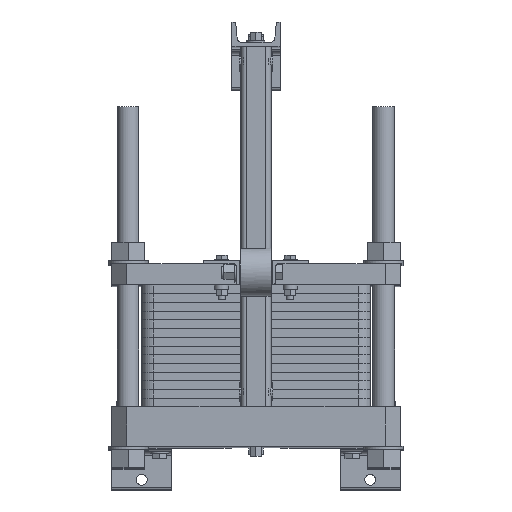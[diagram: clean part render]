
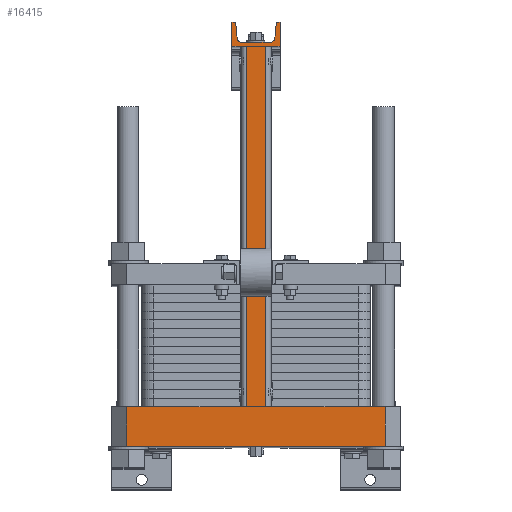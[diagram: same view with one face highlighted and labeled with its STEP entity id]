
A CAD part, top view. The second image highlights one B-rep face of the part: STEP entity #16415.
In plain terms, the highlighted planar face has unit normal (0, 0, 1).
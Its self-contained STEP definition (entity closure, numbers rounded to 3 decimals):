
#2092=FACE_OUTER_BOUND('',#2983,.T.);
#2983=EDGE_LOOP('',(#12207,#12208,#12209,#12210,#12211,#12212,#12213,#12214,
#12215,#12216,#12217,#12218,#12219,#12220,#12221,#12222,#12223,#12224,#12225,
#12226));
#4054=LINE('',#24140,#5832);
#4058=LINE('',#24147,#5836);
#4065=LINE('',#24171,#5843);
#4069=LINE('',#24183,#5847);
#4073=LINE('',#24195,#5851);
#4077=LINE('',#24215,#5855);
#4081=LINE('',#24227,#5859);
#4106=LINE('',#24293,#5884);
#4119=LINE('',#24325,#5897);
#4200=LINE('',#24668,#5978);
#4201=LINE('',#24688,#5979);
#4202=LINE('',#24690,#5980);
#4203=LINE('',#24692,#5981);
#4204=LINE('',#24694,#5982);
#4205=LINE('',#24696,#5983);
#4206=LINE('',#24697,#5984);
#5832=VECTOR('',#18965,10.);
#5836=VECTOR('',#18969,10.);
#5843=VECTOR('',#18986,10.);
#5847=VECTOR('',#18998,10.);
#5851=VECTOR('',#19010,10.);
#5855=VECTOR('',#19030,10.);
#5859=VECTOR('',#19042,10.);
#5884=VECTOR('',#19103,10.);
#5897=VECTOR('',#19140,10.);
#5978=VECTOR('',#19409,10.);
#5979=VECTOR('',#19414,1.);
#5980=VECTOR('',#19415,10.);
#5981=VECTOR('',#19416,10.);
#5982=VECTOR('',#19417,10.);
#5983=VECTOR('',#19418,10.);
#5984=VECTOR('',#19419,10.);
#7612=CIRCLE('',#17224,4.);
#7614=CIRCLE('',#17228,8.);
#7620=CIRCLE('',#17236,8.);
#7622=CIRCLE('',#17240,4.);
#8449=VERTEX_POINT('',#24124);
#8456=VERTEX_POINT('',#24137);
#8457=VERTEX_POINT('',#24139);
#8460=VERTEX_POINT('',#24145);
#8471=VERTEX_POINT('',#24168);
#8472=VERTEX_POINT('',#24170);
#8474=VERTEX_POINT('',#24176);
#8476=VERTEX_POINT('',#24182);
#8478=VERTEX_POINT('',#24188);
#8480=VERTEX_POINT('',#24194);
#8486=VERTEX_POINT('',#24208);
#8488=VERTEX_POINT('',#24214);
#8490=VERTEX_POINT('',#24220);
#8492=VERTEX_POINT('',#24226);
#8610=VERTEX_POINT('',#24667);
#8611=VERTEX_POINT('',#24687);
#8612=VERTEX_POINT('',#24689);
#8613=VERTEX_POINT('',#24691);
#8614=VERTEX_POINT('',#24693);
#8615=VERTEX_POINT('',#24695);
#9836=EDGE_CURVE('',#8457,#8456,#4054,.T.);
#9840=EDGE_CURVE('',#8449,#8460,#4058,.T.);
#9851=EDGE_CURVE('',#8472,#8471,#4065,.T.);
#9854=EDGE_CURVE('',#8474,#8472,#7612,.T.);
#9857=EDGE_CURVE('',#8476,#8474,#4069,.T.);
#9860=EDGE_CURVE('',#8478,#8476,#7614,.T.);
#9863=EDGE_CURVE('',#8480,#8478,#4073,.T.);
#9870=EDGE_CURVE('',#8486,#8480,#7620,.T.);
#9873=EDGE_CURVE('',#8488,#8486,#4077,.T.);
#9876=EDGE_CURVE('',#8490,#8488,#7622,.T.);
#9879=EDGE_CURVE('',#8492,#8490,#4081,.T.);
#9911=EDGE_CURVE('',#8471,#8457,#4106,.T.);
#9927=EDGE_CURVE('',#8460,#8492,#4119,.T.);
#10044=EDGE_CURVE('',#8610,#8449,#4200,.T.);
#10047=EDGE_CURVE('',#8456,#8611,#4201,.T.);
#10048=EDGE_CURVE('',#8611,#8612,#4202,.T.);
#10049=EDGE_CURVE('',#8612,#8613,#4203,.T.);
#10050=EDGE_CURVE('',#8614,#8613,#4204,.T.);
#10051=EDGE_CURVE('',#8615,#8614,#4205,.T.);
#10052=EDGE_CURVE('',#8615,#8610,#4206,.T.);
#12207=ORIENTED_EDGE('',*,*,#10047,.T.);
#12208=ORIENTED_EDGE('',*,*,#10048,.T.);
#12209=ORIENTED_EDGE('',*,*,#10049,.T.);
#12210=ORIENTED_EDGE('',*,*,#10050,.F.);
#12211=ORIENTED_EDGE('',*,*,#10051,.F.);
#12212=ORIENTED_EDGE('',*,*,#10052,.T.);
#12213=ORIENTED_EDGE('',*,*,#10044,.T.);
#12214=ORIENTED_EDGE('',*,*,#9840,.T.);
#12215=ORIENTED_EDGE('',*,*,#9927,.T.);
#12216=ORIENTED_EDGE('',*,*,#9879,.T.);
#12217=ORIENTED_EDGE('',*,*,#9876,.T.);
#12218=ORIENTED_EDGE('',*,*,#9873,.T.);
#12219=ORIENTED_EDGE('',*,*,#9870,.T.);
#12220=ORIENTED_EDGE('',*,*,#9863,.T.);
#12221=ORIENTED_EDGE('',*,*,#9860,.T.);
#12222=ORIENTED_EDGE('',*,*,#9857,.T.);
#12223=ORIENTED_EDGE('',*,*,#9854,.T.);
#12224=ORIENTED_EDGE('',*,*,#9851,.T.);
#12225=ORIENTED_EDGE('',*,*,#9911,.T.);
#12226=ORIENTED_EDGE('',*,*,#9836,.T.);
#15770=PLANE('',#17367);
#16415=ADVANCED_FACE('',(#2092),#15770,.T.);
#17224=AXIS2_PLACEMENT_3D('',#24177,#18992,#18993);
#17228=AXIS2_PLACEMENT_3D('',#24189,#19004,#19005);
#17236=AXIS2_PLACEMENT_3D('',#24209,#19024,#19025);
#17240=AXIS2_PLACEMENT_3D('',#24221,#19036,#19037);
#17367=AXIS2_PLACEMENT_3D('',#24686,#19412,#19413);
#18965=DIRECTION('',(1.,0.,0.));
#18969=DIRECTION('',(1.,0.,0.));
#18986=DIRECTION('',(-1.,0.,0.));
#18992=DIRECTION('center_axis',(0.,0.,1.));
#18993=DIRECTION('ref_axis',(0.996,0.091,0.));
#18998=DIRECTION('',(-0.091,0.996,0.));
#19004=DIRECTION('center_axis',(0.,0.,-1.));
#19005=DIRECTION('ref_axis',(0.996,0.091,0.));
#19010=DIRECTION('',(-1.,0.,0.));
#19024=DIRECTION('center_axis',(0.,0.,-1.));
#19025=DIRECTION('ref_axis',(0.,1.,0.));
#19030=DIRECTION('',(-0.091,-0.996,0.));
#19036=DIRECTION('center_axis',(0.,0.,1.));
#19037=DIRECTION('ref_axis',(0.,1.,0.));
#19042=DIRECTION('',(-1.,0.,0.));
#19103=DIRECTION('',(0.,-1.,0.));
#19140=DIRECTION('',(0.,1.,0.));
#19409=DIRECTION('',(0.,1.,0.));
#19412=DIRECTION('center_axis',(0.,0.,
1.));
#19413=DIRECTION('ref_axis',(-1.,0.,0.));
#19414=DIRECTION('',(0.,-1.,0.));
#19415=DIRECTION('',(-1.,0.,0.));
#19416=DIRECTION('',(0.,-1.,0.));
#19417=DIRECTION('',(-1.,0.,0.));
#19418=DIRECTION('',(0.,-1.,0.));
#19419=DIRECTION('',(-1.,0.,0.));
#24124=CARTESIAN_POINT('',(16.2,600.,1754.));
#24137=CARTESIAN_POINT('',(-16.2,600.,1754.));
#24139=CARTESIAN_POINT('',(-40.,600.,1754.));
#24140=CARTESIAN_POINT('',(-40.,600.,1754.));
#24145=CARTESIAN_POINT('',(40.,600.,1754.));
#24147=CARTESIAN_POINT('',(-40.,600.,1754.));
#24168=CARTESIAN_POINT('',(-40.,640.,1754.));
#24170=CARTESIAN_POINT('',(-37.45,640.,1754.));
#24171=CARTESIAN_POINT('',(-37.45,640.,1754.));
#24176=CARTESIAN_POINT('',(-33.466,636.366,1754.));
#24177=CARTESIAN_POINT('Origin',(-37.45,636.,1754.));
#24182=CARTESIAN_POINT('',(-31.347,613.269,1754.));
#24183=CARTESIAN_POINT('',(-31.347,613.269,1754.));
#24188=CARTESIAN_POINT('',(-23.381,606.,1754.));
#24189=CARTESIAN_POINT('Origin',(-23.381,614.,1754.));
#24194=CARTESIAN_POINT('',(23.381,606.,1754.));
#24195=CARTESIAN_POINT('',(23.381,606.,1754.));
#24208=CARTESIAN_POINT('',(31.347,613.269,1754.));
#24209=CARTESIAN_POINT('Origin',(23.381,614.,1754.));
#24214=CARTESIAN_POINT('',(33.466,636.366,1754.));
#24215=CARTESIAN_POINT('',(33.466,636.366,1754.));
#24220=CARTESIAN_POINT('',(37.45,640.,1754.));
#24221=CARTESIAN_POINT('Origin',(37.45,636.,1754.));
#24226=CARTESIAN_POINT('',(40.,640.,1754.));
#24227=CARTESIAN_POINT('',(40.,640.,1754.));
#24293=CARTESIAN_POINT('',(-40.,640.,1754.));
#24325=CARTESIAN_POINT('',(40.,600.,1754.));
#24667=CARTESIAN_POINT('',(16.2,0.,1754.));
#24668=CARTESIAN_POINT('',(16.2,0.,1754.));
#24686=CARTESIAN_POINT('Origin',(215.,0.,1754.));
#24687=CARTESIAN_POINT('',(-16.2,0.,1754.));
#24688=CARTESIAN_POINT('',(-16.2,761.,1754.));
#24689=CARTESIAN_POINT('',(-215.,0.,1754.));
#24690=CARTESIAN_POINT('',(215.,0.,1754.));
#24691=CARTESIAN_POINT('',(-215.,-65.,1754.));
#24692=CARTESIAN_POINT('',(-215.,0.,1754.));
#24693=CARTESIAN_POINT('',(215.,-65.,1754.));
#24694=CARTESIAN_POINT('',(215.,-65.,1754.));
#24695=CARTESIAN_POINT('',(215.,0.,1754.));
#24696=CARTESIAN_POINT('',(215.,0.,1754.));
#24697=CARTESIAN_POINT('',(215.,0.,1754.));
